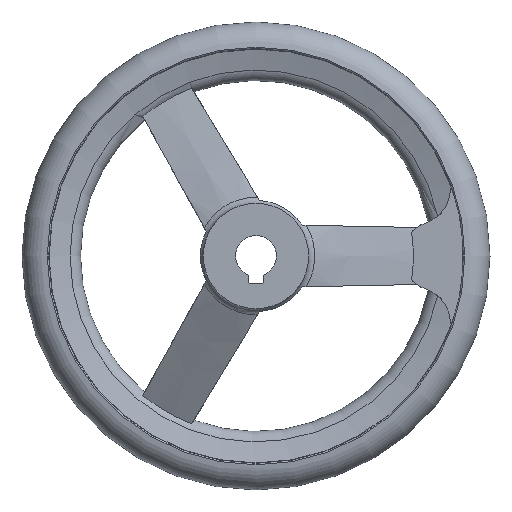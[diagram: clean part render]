
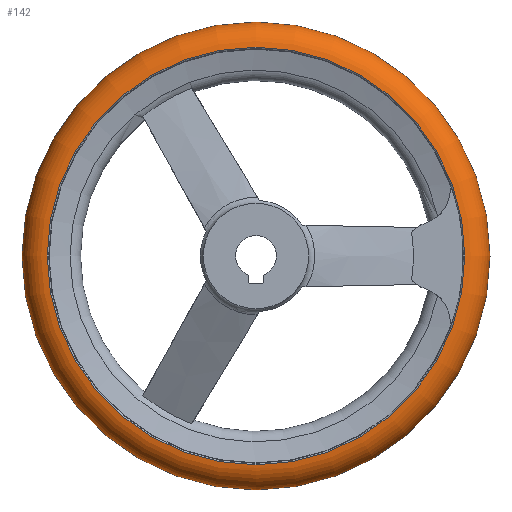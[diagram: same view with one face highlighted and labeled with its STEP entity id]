
A CAD part, front view. The second image highlights one B-rep face of the part: STEP entity #142.
In plain terms, the highlighted toroidal (fillet/blend) face has major radius 71 mm and minor radius 9 mm.
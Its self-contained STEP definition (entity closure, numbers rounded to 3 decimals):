
#142 = ADVANCED_FACE( '', ( #295, #296, #297 ), #298, .T. );
#295 = FACE_BOUND( '', #445, .T. );
#296 = FACE_OUTER_BOUND( '', #446, .T. );
#297 = FACE_OUTER_BOUND( '', #447, .T. );
#298 = TOROIDAL_SURFACE( '', #448, 71., 9. );
#445 = VERTEX_LOOP( '', #802 );
#446 = EDGE_LOOP( '', ( #803 ) );
#447 = EDGE_LOOP( '', ( #804 ) );
#448 = AXIS2_PLACEMENT_3D( '', #805, #806, #807 );
#802 = VERTEX_POINT( '', #989 );
#803 = ORIENTED_EDGE( '', *, *, #914, .T. );
#804 = ORIENTED_EDGE( '', *, *, #904, .F. );
#805 = CARTESIAN_POINT( '', ( 0., 31., 0. ) );
#806 = DIRECTION( '', ( 0., -1., 0. ) );
#807 = DIRECTION( '', ( 0., 0., -1. ) );
#904 = EDGE_CURVE( '', #1099, #1099, #1100, .T. );
#914 = EDGE_CURVE( '', #1114, #1114, #1115, .T. );
#989 = CARTESIAN_POINT( '', ( 0., 31., -80. ) );
#1099 = VERTEX_POINT( '', #1461 );
#1100 = CIRCLE( '', #1462, 71.375 );
#1114 = VERTEX_POINT( '', #1516 );
#1115 = CIRCLE( '', #1517, 71.375 );
#1461 = CARTESIAN_POINT( '', ( 0., 22.008, -71.375 ) );
#1462 = AXIS2_PLACEMENT_3D( '', #1927, #1928, #1929 );
#1516 = CARTESIAN_POINT( '', ( 0., 39.992, -71.375 ) );
#1517 = AXIS2_PLACEMENT_3D( '', #1936, #1937, #1938 );
#1927 = CARTESIAN_POINT( '', ( 0., 22.008, 0. ) );
#1928 = DIRECTION( '', ( 0., -1., 0. ) );
#1929 = DIRECTION( '', ( 0., 0., -1. ) );
#1936 = CARTESIAN_POINT( '', ( 0., 39.992, 0. ) );
#1937 = DIRECTION( '', ( 0., -1., 0. ) );
#1938 = DIRECTION( '', ( 0., 0., -1. ) );
